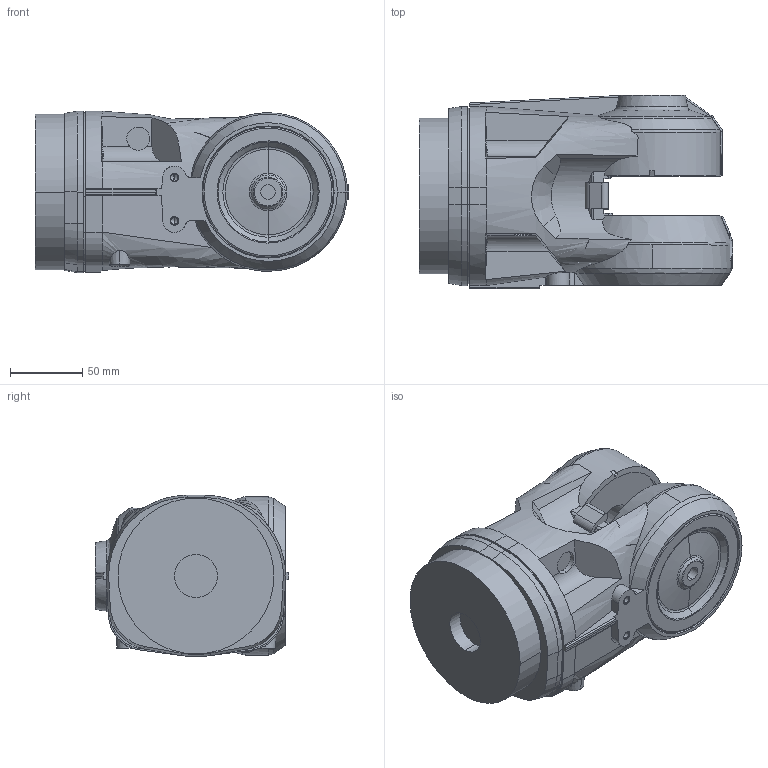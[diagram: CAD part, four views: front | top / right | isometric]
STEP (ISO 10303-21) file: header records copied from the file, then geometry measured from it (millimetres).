
FILE_DESCRIPTION (( 'STEP AP203' ), '1' );
FILE_NAME ('L4_Default_sldprt.STEP', '2024-10-16T02:19:49', ( '' ), ( '' ), 'SwSTEP 2.0', 'SolidWorks 2022', '' );
FILE_SCHEMA (( 'CONFIG_CONTROL_DESIGN' ));
Length unit declared in the file: millimetre
Products named in the file (1): L4_Default_sldprt
Bounding box: 217.5 x 134.47 x 111.99 mm (x, y, z)
Volume: 1764195.4 mm3; surface area: 201249 mm2
Topology: 6 solids, 6 shells, 318 faces, 830 edges, 531 vertices
Faces by surface type: plane 118, cylinder 82, bspline 64, cone 54
Entity records: 12735 total; most frequent: CARTESIAN_POINT 5502, ORIENTED_EDGE 1652, DIRECTION 1265, EDGE_CURVE 826, VERTEX_POINT 531, AXIS2_PLACEMENT_3D 456, VECTOR 353, LINE 353
